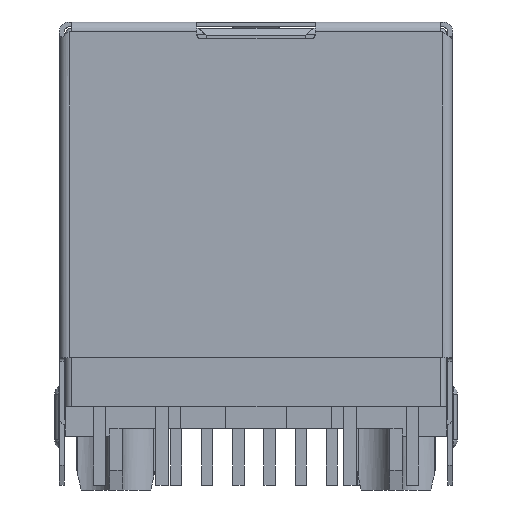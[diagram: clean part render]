
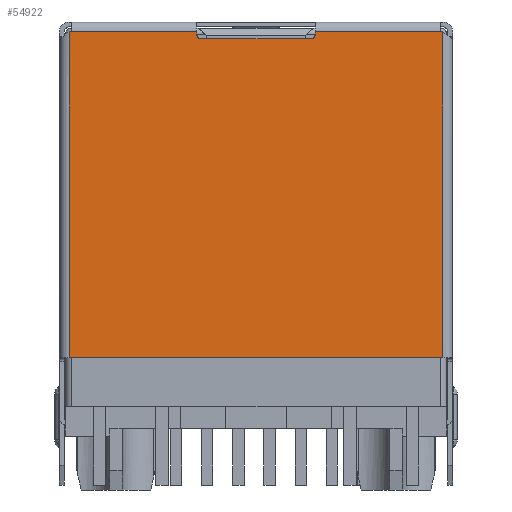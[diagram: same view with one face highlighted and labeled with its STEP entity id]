
A CAD part, front view. The second image highlights one B-rep face of the part: STEP entity #54922.
In plain terms, the highlighted face is planar.
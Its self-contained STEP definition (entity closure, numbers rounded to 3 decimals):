
#785=CIRCLE('',#57215,0.15);
#786=CIRCLE('',#57216,0.15);
#4098=ORIENTED_EDGE('',*,*,#15339,.T.);
#4099=ORIENTED_EDGE('',*,*,#15340,.F.);
#4100=ORIENTED_EDGE('',*,*,#15290,.T.);
#4101=ORIENTED_EDGE('',*,*,#15288,.F.);
#4102=ORIENTED_EDGE('',*,*,#15341,.T.);
#4103=ORIENTED_EDGE('',*,*,#15342,.F.);
#4104=ORIENTED_EDGE('',*,*,#15343,.T.);
#4105=ORIENTED_EDGE('',*,*,#15344,.T.);
#4106=ORIENTED_EDGE('',*,*,#15345,.T.);
#4107=ORIENTED_EDGE('',*,*,#15346,.F.);
#4108=ORIENTED_EDGE('',*,*,#15347,.T.);
#4109=ORIENTED_EDGE('',*,*,#14755,.T.);
#14755=EDGE_CURVE('',#20610,#20609,#24734,.T.);
#15288=EDGE_CURVE('',#21016,#21017,#25052,.T.);
#15290=EDGE_CURVE('',#21018,#21017,#25053,.T.);
#15339=EDGE_CURVE('',#20609,#21039,#25088,.T.);
#15340=EDGE_CURVE('',#21018,#21039,#25089,.T.);
#15341=EDGE_CURVE('',#21016,#21040,#785,.T.);
#15342=EDGE_CURVE('',#21041,#21040,#25090,.T.);
#15343=EDGE_CURVE('',#21041,#21042,#786,.T.);
#15344=EDGE_CURVE('',#21042,#21043,#25091,.T.);
#15345=EDGE_CURVE('',#21043,#21044,#25092,.T.);
#15346=EDGE_CURVE('',#21045,#21044,#25093,.T.);
#15347=EDGE_CURVE('',#21045,#20610,#25094,.T.);
#20609=VERTEX_POINT('',#72170);
#20610=VERTEX_POINT('',#72172);
#21016=VERTEX_POINT('',#73669);
#21017=VERTEX_POINT('',#73671);
#21018=VERTEX_POINT('',#73675);
#21039=VERTEX_POINT('',#73827);
#21040=VERTEX_POINT('',#73837);
#21041=VERTEX_POINT('',#73839);
#21042=VERTEX_POINT('',#73841);
#21043=VERTEX_POINT('',#73843);
#21044=VERTEX_POINT('',#73845);
#21045=VERTEX_POINT('',#73847);
#24734=LINE('',#72171,#29580);
#25052=LINE('',#73670,#29898);
#25053=LINE('',#73674,#29899);
#25088=LINE('',#73833,#29934);
#25089=LINE('',#73835,#29935);
#25090=LINE('',#73838,#29936);
#25091=LINE('',#73842,#29937);
#25092=LINE('',#73844,#29938);
#25093=LINE('',#73846,#29939);
#25094=LINE('',#73848,#29940);
#29580=VECTOR('',#60915,1000.);
#29898=VECTOR('',#61725,1000.);
#29899=VECTOR('',#61730,1000.);
#29934=VECTOR('',#61829,1000.);
#29935=VECTOR('',#61832,1000.);
#29936=VECTOR('',#61835,1000.);
#29937=VECTOR('',#61838,1000.);
#29938=VECTOR('',#61839,1000.);
#29939=VECTOR('',#61840,1000.);
#29940=VECTOR('',#61841,1000.);
#34050=EDGE_LOOP('',(#4098,#4099,#4100,#4101,#4102,#4103,#4104,#4105,#4106,
#4107,#4108,#4109));
#36406=FACE_BOUND('',#34050,.T.);
#38649=PLANE('',#57214);
#54922=ADVANCED_FACE('',(#36406),#38649,.T.);
#57214=AXIS2_PLACEMENT_3D('',#73834,#61830,#61831);
#57215=AXIS2_PLACEMENT_3D('',#73836,#61833,#61834);
#57216=AXIS2_PLACEMENT_3D('',#73840,#61836,#61837);
#60915=DIRECTION('',(-1.,0.,0.));
#61725=DIRECTION('',(0.,0.,1.));
#61730=DIRECTION('',(1.,0.,0.));
#61829=DIRECTION('',(0.,0.,1.));
#61830=DIRECTION('',(0.,1.,0.));
#61831=DIRECTION('',(1.,0.,0.));
#61832=DIRECTION('',(-1.,0.,0.));
#61833=DIRECTION('',(0.,-1.,0.));
#61834=DIRECTION('',(-1.,0.,0.));
#61835=DIRECTION('',(-1.,0.,0.));
#61836=DIRECTION('',(0.,-1.,0.));
#61837=DIRECTION('',(0.,0.,-1.));
#61838=DIRECTION('',(0.,0.,1.));
#61839=DIRECTION('',(1.,0.,0.));
#61840=DIRECTION('',(-1.,0.,0.));
#61841=DIRECTION('',(0.,0.,-1.));
#72170=CARTESIAN_POINT('',(0.255,16.45,-13.45));
#72171=CARTESIAN_POINT('',(15.505,16.45,-13.45));
#72172=CARTESIAN_POINT('',(15.505,16.45,-13.45));
#73669=CARTESIAN_POINT('',(5.47,16.45,-0.286));
#73670=CARTESIAN_POINT('',(5.47,16.45,-0.286));
#73671=CARTESIAN_POINT('',(5.47,16.45,-0.15));
#73674=CARTESIAN_POINT('',(0.355,16.45,-0.15));
#73675=CARTESIAN_POINT('',(0.355,16.45,-0.15));
#73827=CARTESIAN_POINT('',(0.255,16.45,-0.15));
#73833=CARTESIAN_POINT('',(0.255,16.45,-13.45));
#73834=CARTESIAN_POINT('',(7.88,16.45,-6.8));
#73835=CARTESIAN_POINT('',(0.355,16.45,-0.15));
#73836=CARTESIAN_POINT('',(5.62,16.45,-0.286));
#73837=CARTESIAN_POINT('',(5.62,16.45,-0.436));
#73838=CARTESIAN_POINT('',(10.14,16.45,-0.436));
#73839=CARTESIAN_POINT('',(10.14,16.45,-0.436));
#73840=CARTESIAN_POINT('',(10.14,16.45,-0.286));
#73841=CARTESIAN_POINT('',(10.29,16.45,-0.286));
#73842=CARTESIAN_POINT('',(10.29,16.45,-0.286));
#73843=CARTESIAN_POINT('',(10.29,16.45,-0.15));
#73844=CARTESIAN_POINT('',(10.29,16.45,-0.15));
#73845=CARTESIAN_POINT('',(15.405,16.45,-0.15));
#73846=CARTESIAN_POINT('',(15.505,16.45,-0.15));
#73847=CARTESIAN_POINT('',(15.505,16.45,-0.15));
#73848=CARTESIAN_POINT('',(15.505,16.45,-0.15));
